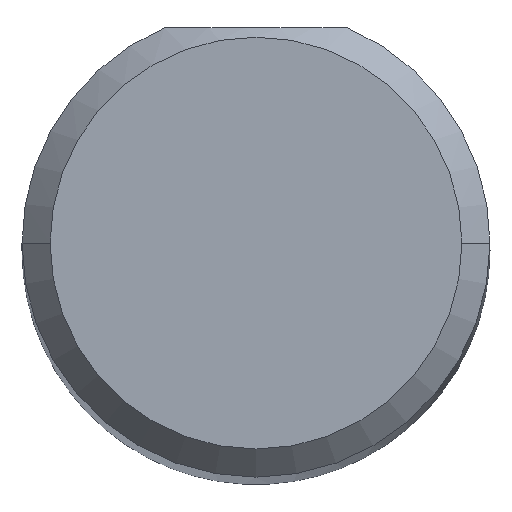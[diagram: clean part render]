
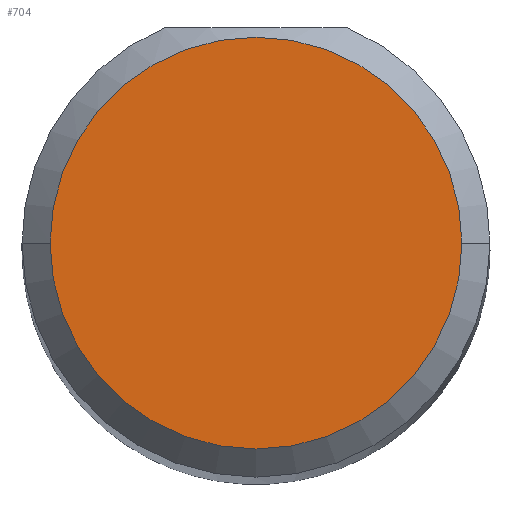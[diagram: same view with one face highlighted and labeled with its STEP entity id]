
A CAD part, top view. The second image highlights one B-rep face of the part: STEP entity #704.
In plain terms, the highlighted planar face has unit normal (0, 0, 1).
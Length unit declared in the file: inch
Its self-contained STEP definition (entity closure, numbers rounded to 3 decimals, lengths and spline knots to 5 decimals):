
#9 = DIRECTION ( 'NONE',  ( 1., 0., 0. ) ) ;
#12 = AXIS2_PLACEMENT_3D ( 'NONE', #257, #76, #382 ) ;
#73 = VERTEX_POINT ( 'NONE', #283 ) ;
#76 = DIRECTION ( 'NONE',  ( 0., 0., 1. ) ) ;
#95 = EDGE_CURVE ( 'NONE', #336, #73, #722, .T. ) ;
#99 = ORIENTED_EDGE ( 'NONE', *, *, #456, .T. ) ;
#131 = ORIENTED_EDGE ( 'NONE', *, *, #95, .T. ) ;
#134 = EDGE_LOOP ( 'NONE', ( #131, #99 ) ) ;
#155 = PLANE ( 'NONE',  #12 ) ;
#177 = CARTESIAN_POINT ( 'NONE',  ( -0.11, 0., 2.5 ) ) ;
#231 = CARTESIAN_POINT ( 'NONE',  ( 0., 0., 2.5 ) ) ;
#257 = CARTESIAN_POINT ( 'NONE',  ( 0., 0., 2.5 ) ) ;
#283 = CARTESIAN_POINT ( 'NONE',  ( 0.11, 0., 2.5 ) ) ;
#336 = VERTEX_POINT ( 'NONE', #177 ) ;
#351 = DIRECTION ( 'NONE',  ( 0., 0., 1. ) ) ;
#382 = DIRECTION ( 'NONE',  ( 1., 0., 0. ) ) ;
#394 = DIRECTION ( 'NONE',  ( 1., 0., 0. ) ) ;
#416 = DIRECTION ( 'NONE',  ( 0., 0., 1. ) ) ;
#456 = EDGE_CURVE ( 'NONE', #73, #336, #648, .T. ) ;
#458 = AXIS2_PLACEMENT_3D ( 'NONE', #231, #416, #9 ) ;
#558 = FACE_OUTER_BOUND ( 'NONE', #134, .T. ) ;
#648 = CIRCLE ( 'NONE', #458, 0.11 ) ;
#699 = AXIS2_PLACEMENT_3D ( 'NONE', #761, #351, #394 ) ;
#704 = ADVANCED_FACE ( 'NONE', ( #558 ), #155, .T. ) ;
#722 = CIRCLE ( 'NONE', #699, 0.11 ) ;
#761 = CARTESIAN_POINT ( 'NONE',  ( 0., 0., 2.5 ) ) ;
